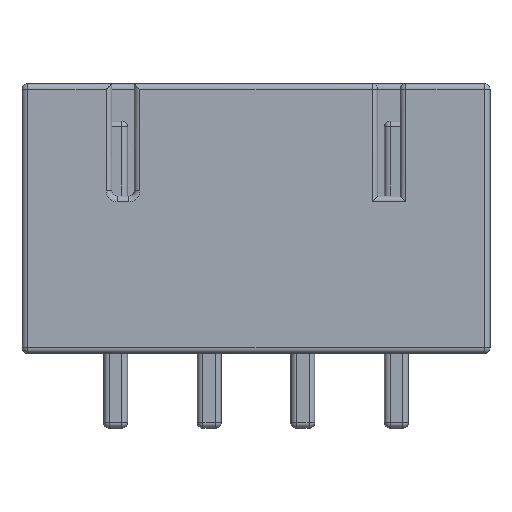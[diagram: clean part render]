
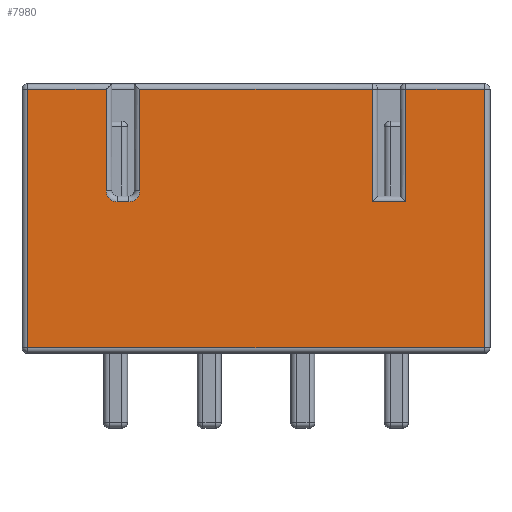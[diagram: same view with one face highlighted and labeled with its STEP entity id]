
A CAD part, front view. The second image highlights one B-rep face of the part: STEP entity #7980.
In plain terms, the highlighted planar face has unit normal (0, -1, 0).
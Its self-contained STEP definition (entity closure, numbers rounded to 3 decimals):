
#862 = EDGE_LOOP ( 'NONE', ( #1107, #1109, #1108, #1110, #1111, #1112, #1113, #1114, #1115, #1116, #1117, #1118, #1119, #1120 ) ) ;
#1107 = ORIENTED_EDGE ( 'NONE', *, *, #7848, .T. ) ;
#1108 = ORIENTED_EDGE ( 'NONE', *, *, #8033, .T. ) ;
#1109 = ORIENTED_EDGE ( 'NONE', *, *, #7852, .T. ) ;
#1110 = ORIENTED_EDGE ( 'NONE', *, *, #7879, .F. ) ;
#1111 = ORIENTED_EDGE ( 'NONE', *, *, #8023, .T. ) ;
#1112 = ORIENTED_EDGE ( 'NONE', *, *, #8106, .F. ) ;
#1113 = ORIENTED_EDGE ( 'NONE', *, *, #8044, .T. ) ;
#1114 = ORIENTED_EDGE ( 'NONE', *, *, #8049, .T. ) ;
#1115 = ORIENTED_EDGE ( 'NONE', *, *, #8041, .T. ) ;
#1116 = ORIENTED_EDGE ( 'NONE', *, *, #7849, .T. ) ;
#1117 = ORIENTED_EDGE ( 'NONE', *, *, #8030, .T. ) ;
#1118 = ORIENTED_EDGE ( 'NONE', *, *, #8032, .T. ) ;
#1119 = ORIENTED_EDGE ( 'NONE', *, *, #8039, .T. ) ;
#1120 = ORIENTED_EDGE ( 'NONE', *, *, #7881, .T. ) ;
#1471 = VERTEX_POINT ( 'NONE', #4144 ) ;
#1472 = VERTEX_POINT ( 'NONE', #4145 ) ;
#1473 = VERTEX_POINT ( 'NONE', #4146 ) ;
#1474 = VERTEX_POINT ( 'NONE', #4147 ) ;
#1475 = VERTEX_POINT ( 'NONE', #4148 ) ;
#1476 = VERTEX_POINT ( 'NONE', #4149 ) ;
#1477 = VERTEX_POINT ( 'NONE', #4150 ) ;
#1478 = VERTEX_POINT ( 'NONE', #4151 ) ;
#1479 = VERTEX_POINT ( 'NONE', #4152 ) ;
#1481 = VERTEX_POINT ( 'NONE', #4154 ) ;
#1483 = VERTEX_POINT ( 'NONE', #4156 ) ;
#1484 = VERTEX_POINT ( 'NONE', #4157 ) ;
#1485 = VERTEX_POINT ( 'NONE', #4158 ) ;
#1486 = VERTEX_POINT ( 'NONE', #4159 ) ;
#3494 = LINE ( 'NONE', #5619, #4933 ) ;
#3495 = LINE ( 'NONE', #5621, #4934 ) ;
#3498 = LINE ( 'NONE', #5627, #4938 ) ;
#3523 = LINE ( 'NONE', #5729, #4990 ) ;
#3648 = FACE_OUTER_BOUND ( 'NONE', #862, .T. ) ;
#3690 = LINE ( 'NONE', #6545, #6273 ) ;
#3692 = LINE ( 'NONE', #6518, #6259 ) ;
#3696 = LINE ( 'NONE', #6532, #6269 ) ;
#3702 = LINE ( 'NONE', #6547, #6275 ) ;
#3708 = LINE ( 'NONE', #6573, #6286 ) ;
#3710 = LINE ( 'NONE', #6578, #6288 ) ;
#3718 = LINE ( 'NONE', #6592, #6292 ) ;
#3724 = LINE ( 'NONE', #6614, #6301 ) ;
#4144 = CARTESIAN_POINT ( 'NONE',  ( -3.7, -2.95, 4.05 ) ) ;
#4145 = CARTESIAN_POINT ( 'NONE',  ( 4., -2.95, 4.05 ) ) ;
#4146 = CARTESIAN_POINT ( 'NONE',  ( -4., -2.95, 4.35 ) ) ;
#4147 = CARTESIAN_POINT ( 'NONE',  ( 4., -2.95, 7.05 ) ) ;
#4148 = CARTESIAN_POINT ( 'NONE',  ( 6.1, -2.95, 7.05 ) ) ;
#4149 = CARTESIAN_POINT ( 'NONE',  ( 6.1, -2.95, 0.15 ) ) ;
#4150 = CARTESIAN_POINT ( 'NONE',  ( -6.1, -2.95, 0.15 ) ) ;
#4151 = CARTESIAN_POINT ( 'NONE',  ( -6.1, -2.95, 7.05 ) ) ;
#4152 = CARTESIAN_POINT ( 'NONE',  ( -4., -2.95, 7.05 ) ) ;
#4154 = CARTESIAN_POINT ( 'NONE',  ( -3.4, -2.95, 4.05 ) ) ;
#4156 = CARTESIAN_POINT ( 'NONE',  ( -3.1, -2.95, 4.35 ) ) ;
#4157 = CARTESIAN_POINT ( 'NONE',  ( -3.1, -2.95, 7.05 ) ) ;
#4158 = CARTESIAN_POINT ( 'NONE',  ( 3.1, -2.95, 7.05 ) ) ;
#4159 = CARTESIAN_POINT ( 'NONE',  ( 3.1, -2.95, 4.05 ) ) ;
#4933 = VECTOR ( 'NONE', #5620, 1000. ) ;
#4934 = VECTOR ( 'NONE', #5622, 1000. ) ;
#4938 = VECTOR ( 'NONE', #5628, 1000. ) ;
#4979 = CIRCLE ( 'NONE', #4985, 0.3 ) ;
#4985 = AXIS2_PLACEMENT_3D ( 'NONE', #5723, #5724, #5725 ) ;
#4990 = VECTOR ( 'NONE', #5730, 1000. ) ;
#5619 = CARTESIAN_POINT ( 'NONE',  ( 3.1, -2.95, 7.2 ) ) ;
#5620 = DIRECTION ( 'NONE',  ( 0., 0., 1. ) ) ;
#5621 = CARTESIAN_POINT ( 'NONE',  ( 6.25, -2.95, 0.15 ) ) ;
#5622 = DIRECTION ( 'NONE',  ( 1., 0., 0. ) ) ;
#5627 = CARTESIAN_POINT ( 'NONE',  ( -6.25, -2.95, 7.05 ) ) ;
#5628 = DIRECTION ( 'NONE',  ( -1., 0., 0. ) ) ;
#5723 = CARTESIAN_POINT ( 'NONE',  ( -3.4, -2.95, 4.35 ) ) ;
#5724 = DIRECTION ( 'NONE',  ( 0., -1., 0. ) ) ;
#5725 = DIRECTION ( 'NONE',  ( 0., 0., 1. ) ) ;
#5729 = CARTESIAN_POINT ( 'NONE',  ( 3.25, -2.95, 4.05 ) ) ;
#5730 = DIRECTION ( 'NONE',  ( -1., 0., 0. ) ) ;
#6083 = PLANE ( 'NONE',  #6197 ) ;
#6084 = CARTESIAN_POINT ( 'NONE',  ( -6.25, -2.95, 7.2 ) ) ;
#6085 = DIRECTION ( 'NONE',  ( 0., 1., 0. ) ) ;
#6086 = DIRECTION ( 'NONE',  ( 0., 0., 1. ) ) ;
#6197 = AXIS2_PLACEMENT_3D ( 'NONE', #6084, #6085, #6086 ) ;
#6259 = VECTOR ( 'NONE', #6519, 1000. ) ;
#6269 = VECTOR ( 'NONE', #6533, 1000. ) ;
#6273 = VECTOR ( 'NONE', #6546, 1000. ) ;
#6275 = VECTOR ( 'NONE', #6548, 1000. ) ;
#6286 = VECTOR ( 'NONE', #6574, 1000. ) ;
#6288 = VECTOR ( 'NONE', #6579, 1000. ) ;
#6292 = VECTOR ( 'NONE', #6593, 1000. ) ;
#6301 = VECTOR ( 'NONE', #6615, 1000. ) ;
#6377 = CIRCLE ( 'NONE', #6387, 0.3 ) ;
#6387 = AXIS2_PLACEMENT_3D ( 'NONE', #6833, #6834, #6835 ) ;
#6518 = CARTESIAN_POINT ( 'NONE',  ( -6.25, -2.95, 4.05 ) ) ;
#6519 = DIRECTION ( 'NONE',  ( -1., 0., 0. ) ) ;
#6532 = CARTESIAN_POINT ( 'NONE',  ( 6.1, -2.95, 7.2 ) ) ;
#6533 = DIRECTION ( 'NONE',  ( 0., 0., 1. ) ) ;
#6545 = CARTESIAN_POINT ( 'NONE',  ( -6.25, -2.95, 7.05 ) ) ;
#6546 = DIRECTION ( 'NONE',  ( -1., 0., 0. ) ) ;
#6547 = CARTESIAN_POINT ( 'NONE',  ( -3.1, -2.95, 7.2 ) ) ;
#6548 = DIRECTION ( 'NONE',  ( 0., 0., -1. ) ) ;
#6573 = CARTESIAN_POINT ( 'NONE',  ( 4., -2.95, 4.2 ) ) ;
#6574 = DIRECTION ( 'NONE',  ( 0., 0., -1. ) ) ;
#6578 = CARTESIAN_POINT ( 'NONE',  ( -6.1, -2.95, 7.2 ) ) ;
#6579 = DIRECTION ( 'NONE',  ( 0., 0., -1. ) ) ;
#6592 = CARTESIAN_POINT ( 'NONE',  ( -4., -2.95, 7.2 ) ) ;
#6593 = DIRECTION ( 'NONE',  ( 0., 0., 1. ) ) ;
#6614 = CARTESIAN_POINT ( 'NONE',  ( -6.25, -2.95, 7.05 ) ) ;
#6615 = DIRECTION ( 'NONE',  ( -1., 0., 0. ) ) ;
#6833 = CARTESIAN_POINT ( 'NONE',  ( -3.7, -2.95, 4.35 ) ) ;
#6834 = DIRECTION ( 'NONE',  ( 0., -1., 0. ) ) ;
#6835 = DIRECTION ( 'NONE',  ( 0., 0., 1. ) ) ;
#7848 = EDGE_CURVE ( 'NONE', #1486, #1485, #3494, .T. ) ;
#7849 = EDGE_CURVE ( 'NONE', #1477, #1476, #3495, .T. ) ;
#7852 = EDGE_CURVE ( 'NONE', #1485, #1484, #3498, .T. ) ;
#7879 = EDGE_CURVE ( 'NONE', #1481, #1483, #4979, .T. ) ;
#7881 = EDGE_CURVE ( 'NONE', #1472, #1486, #3523, .T. ) ;
#7980 = ADVANCED_FACE ( 'NONE', ( #3648 ), #6083, .F. ) ;
#8023 = EDGE_CURVE ( 'NONE', #1481, #1471, #3692, .T. ) ;
#8030 = EDGE_CURVE ( 'NONE', #1476, #1475, #3696, .T. ) ;
#8032 = EDGE_CURVE ( 'NONE', #1475, #1474, #3690, .T. ) ;
#8033 = EDGE_CURVE ( 'NONE', #1484, #1483, #3702, .T. ) ;
#8039 = EDGE_CURVE ( 'NONE', #1474, #1472, #3708, .T. ) ;
#8041 = EDGE_CURVE ( 'NONE', #1478, #1477, #3710, .T. ) ;
#8044 = EDGE_CURVE ( 'NONE', #1473, #1479, #3718, .T. ) ;
#8049 = EDGE_CURVE ( 'NONE', #1479, #1478, #3724, .T. ) ;
#8106 = EDGE_CURVE ( 'NONE', #1473, #1471, #6377, .T. ) ;
